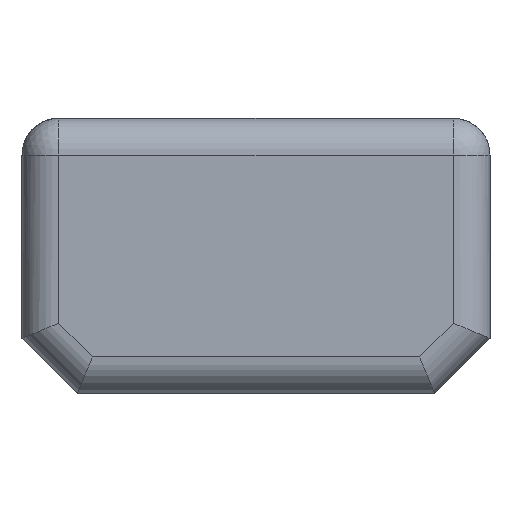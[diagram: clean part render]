
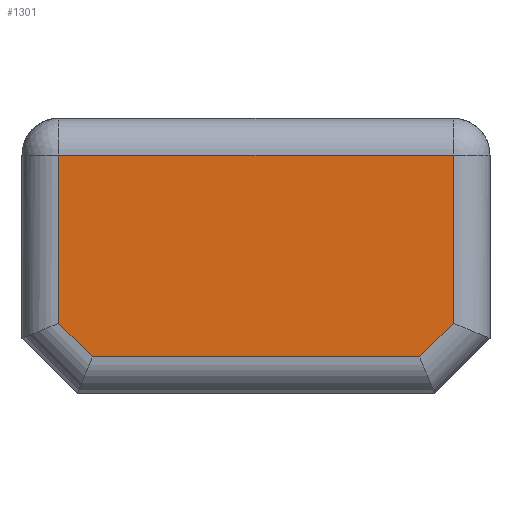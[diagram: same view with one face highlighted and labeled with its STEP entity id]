
A CAD part, front view. The second image highlights one B-rep face of the part: STEP entity #1301.
In plain terms, the highlighted planar face has unit normal (0, -1, 0).
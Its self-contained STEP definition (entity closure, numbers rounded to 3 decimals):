
#25=PLANE('',#1400);
#93=FACE_OUTER_BOUND('',#177,.T.);
#177=EDGE_LOOP('',(#945,#946,#947,#948,#949,#950));
#279=LINE('',#1912,#418);
#282=LINE('',#1929,#421);
#283=LINE('',#1939,#422);
#285=LINE('',#1942,#424);
#296=LINE('',#1969,#435);
#298=LINE('',#1973,#437);
#418=VECTOR('',#1505,10.);
#421=VECTOR('',#1522,10.);
#422=VECTOR('',#1535,10.);
#424=VECTOR('',#1539,10.);
#435=VECTOR('',#1566,10.);
#437=VECTOR('',#1572,10.);
#557=VERTEX_POINT('',#1910);
#558=VERTEX_POINT('',#1911);
#561=VERTEX_POINT('',#1919);
#565=VERTEX_POINT('',#1928);
#568=VERTEX_POINT('',#1935);
#576=VERTEX_POINT('',#1968);
#669=EDGE_CURVE('',#557,#558,#279,.T.);
#677=EDGE_CURVE('',#561,#565,#282,.T.);
#682=EDGE_CURVE('',#558,#568,#283,.T.);
#684=EDGE_CURVE('',#568,#561,#285,.T.);
#698=EDGE_CURVE('',#565,#576,#296,.T.);
#701=EDGE_CURVE('',#576,#557,#298,.T.);
#945=ORIENTED_EDGE('',*,*,#677,.F.);
#946=ORIENTED_EDGE('',*,*,#684,.F.);
#947=ORIENTED_EDGE('',*,*,#682,.F.);
#948=ORIENTED_EDGE('',*,*,#669,.F.);
#949=ORIENTED_EDGE('',*,*,#701,.F.);
#950=ORIENTED_EDGE('',*,*,#698,.F.);
#1301=ADVANCED_FACE('',(#93),#25,.F.);
#1400=AXIS2_PLACEMENT_3D('',#2036,#1615,#1616);
#1505=DIRECTION('',(-0.707,0.,0.707));
#1522=DIRECTION('',(0.,0.,-1.));
#1535=DIRECTION('',(0.,0.,1.));
#1539=DIRECTION('',(1.,0.,0.));
#1566=DIRECTION('',(-0.707,0.,-0.707));
#1572=DIRECTION('',(-1.,0.,0.));
#1615=DIRECTION('center_axis',(0.,1.,0.));
#1616=DIRECTION('ref_axis',(1.,0.,0.));
#1910=CARTESIAN_POINT('',(-1.782,0.,3.5));
#1911=CARTESIAN_POINT('',(-2.15,0.,3.868));
#1912=CARTESIAN_POINT('',(-1.553,0.,3.271));
#1919=CARTESIAN_POINT('',(2.15,0.,5.7));
#1928=CARTESIAN_POINT('',(2.15,0.,3.868));
#1929=CARTESIAN_POINT('',(2.15,0.,5.35));
#1935=CARTESIAN_POINT('',(-2.15,0.,5.7));
#1939=CARTESIAN_POINT('',(-2.15,0.,4.151));
#1942=CARTESIAN_POINT('',(-1.275,0.,5.7));
#1968=CARTESIAN_POINT('',(1.782,0.,3.5));
#1969=CARTESIAN_POINT('',(1.854,0.,3.572));
#1973=CARTESIAN_POINT('',(0.974,0.,3.5));
#2036=CARTESIAN_POINT('Origin',(0.,0.,4.6));
